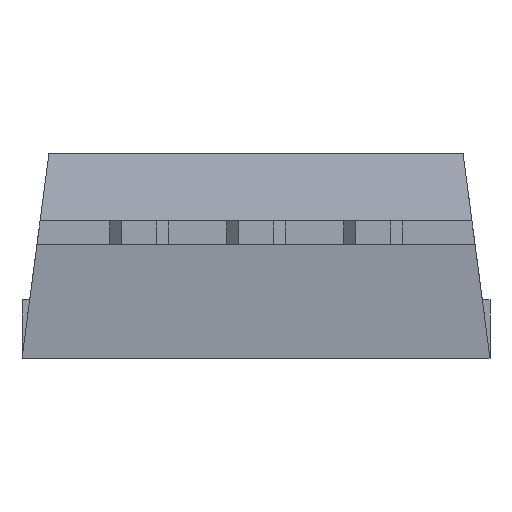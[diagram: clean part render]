
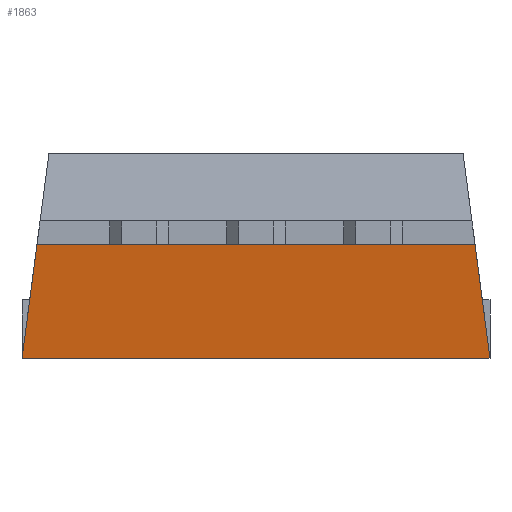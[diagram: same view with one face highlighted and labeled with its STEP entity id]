
A CAD part, front view. The second image highlights one B-rep face of the part: STEP entity #1863.
In plain terms, the highlighted planar face has unit normal (0, -0.991, -0.131).
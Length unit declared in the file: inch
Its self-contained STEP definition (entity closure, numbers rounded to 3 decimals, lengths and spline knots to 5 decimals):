
#9 = VECTOR ( 'NONE', #277, 39.37008 ) ;
#55 = CARTESIAN_POINT ( 'NONE',  ( -0.18294, 0.14177, 0.02211 ) ) ;
#62 = EDGE_CURVE ( 'NONE', #691, #935, #1507, .T. ) ;
#106 = VECTOR ( 'NONE', #1656, 39.37008 ) ;
#203 = CARTESIAN_POINT ( 'NONE',  ( 0.2, 0.15884, -0.1075 ) ) ;
#231 = ORIENTED_EDGE ( 'NONE', *, *, #835, .T. ) ;
#277 = DIRECTION ( 'NONE',  ( -0.129, -0.129, 0.983 ) ) ;
#307 = VECTOR ( 'NONE', #1818, 39.37008 ) ;
#340 = VERTEX_POINT ( 'NONE', #1316 ) ;
#347 = LINE ( 'NONE', #55, #689 ) ;
#590 = LINE ( 'NONE', #875, #106 ) ;
#620 = VERTEX_POINT ( 'NONE', #1510 ) ;
#689 = VECTOR ( 'NONE', #986, 39.37008 ) ;
#691 = VERTEX_POINT ( 'NONE', #203 ) ;
#718 = CARTESIAN_POINT ( 'NONE',  ( 0.19734, 0.15618, -0.08729 ) ) ;
#739 = CARTESIAN_POINT ( 'NONE',  ( 0.2, 0.146, -0.01 ) ) ;
#748 = DIRECTION ( 'NONE',  ( 0., 0.991, 0.131 ) ) ;
#835 = EDGE_CURVE ( 'NONE', #620, #340, #347, .T. ) ;
#875 = CARTESIAN_POINT ( 'NONE',  ( 0.2, 0.15884, -0.1075 ) ) ;
#935 = VERTEX_POINT ( 'NONE', #1407 ) ;
#945 = ORIENTED_EDGE ( 'NONE', *, *, #1392, .T. ) ;
#986 = DIRECTION ( 'NONE',  ( -0.129, 0.129, -0.983 ) ) ;
#1293 = ORIENTED_EDGE ( 'NONE', *, *, #1858, .F. ) ;
#1295 = ORIENTED_EDGE ( 'NONE', *, *, #62, .T. ) ;
#1316 = CARTESIAN_POINT ( 'NONE',  ( -0.2, 0.15884, -0.1075 ) ) ;
#1347 = CARTESIAN_POINT ( 'NONE',  ( 0.2, 0.146, -0.01 ) ) ;
#1357 = LINE ( 'NONE', #1347, #307 ) ;
#1381 = DIRECTION ( 'NONE',  ( 0., -0.131, 0.991 ) ) ;
#1392 = EDGE_CURVE ( 'NONE', #935, #620, #1357, .T. ) ;
#1407 = CARTESIAN_POINT ( 'NONE',  ( 0.18716, 0.146, -0.01 ) ) ;
#1431 = AXIS2_PLACEMENT_3D ( 'NONE', #739, #748, #1381 ) ;
#1507 = LINE ( 'NONE', #718, #9 ) ;
#1510 = CARTESIAN_POINT ( 'NONE',  ( -0.18716, 0.146, -0.01 ) ) ;
#1656 = DIRECTION ( 'NONE',  ( -1., 0., 0. ) ) ;
#1697 = FACE_OUTER_BOUND ( 'NONE', #1933, .T. ) ;
#1818 = DIRECTION ( 'NONE',  ( -1., 0., 0. ) ) ;
#1858 = EDGE_CURVE ( 'NONE', #691, #340, #590, .T. ) ;
#1863 = ADVANCED_FACE ( 'NONE', ( #1697 ), #1996, .F. ) ;
#1933 = EDGE_LOOP ( 'NONE', ( #945, #231, #1293, #1295 ) ) ;
#1996 = PLANE ( 'NONE',  #1431 ) ;
